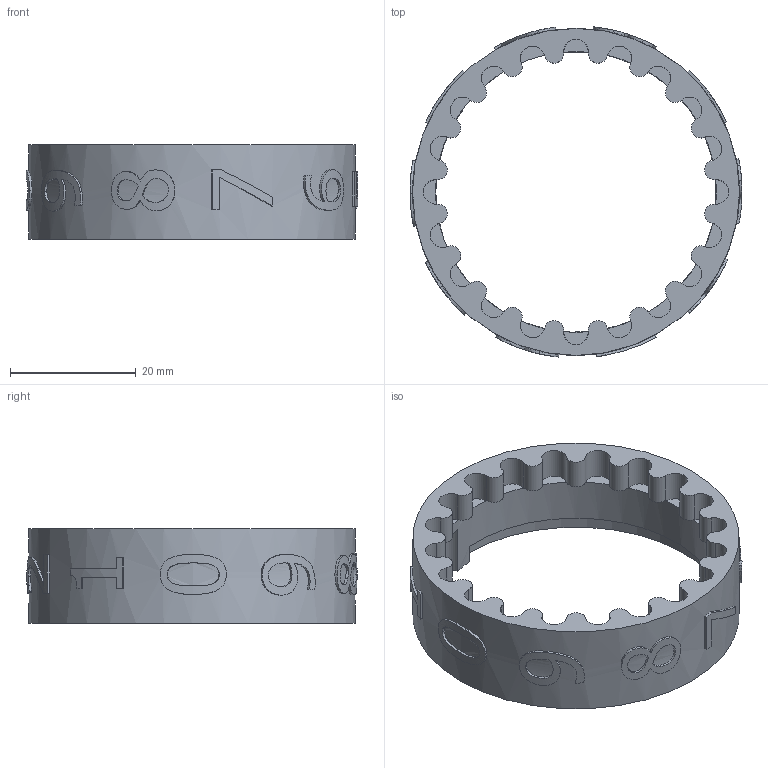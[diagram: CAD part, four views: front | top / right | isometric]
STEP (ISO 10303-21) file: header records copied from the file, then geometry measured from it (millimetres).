
FILE_DESCRIPTION(/* description */ (''),/* implementation_level */ '2;1');
FILE_NAME(/* name */ 'counter2.stp',/* time_stamp */ '2022-05-02T15:57:11+02:00',/* author */ ('ruben'),/* organization */ (''),/* preprocessor_version */ 'ST-DEVELOPER v18.1',/* originating_system */ 'Autodesk Inventor 2022',/* authorisation */ '');
FILE_SCHEMA (('AUTOMOTIVE_DESIGN { 1 0 10303 214 3 1 1 }'));
Length unit declared in the file: millimetre
Products named in the file (1): countingwheel
Bounding box: 52.8 x 52.51 x 15 mm (x, y, z)
Volume: 7507.6 mm3; surface area: 6461.2 mm2
Topology: 1 solids, 1 shells, 277 faces, 780 edges, 520 vertices
Faces by surface type: bspline 117, plane 98, cylinder 62
Full cylindrical faces by diameter (mm): 44.609 x1, 52 x1
Entity records: 12217 total; most frequent: CARTESIAN_POINT 5397, ORIENTED_EDGE 1560, DIRECTION 1098, EDGE_CURVE 780, VERTEX_POINT 520, AXIS2_PLACEMENT_3D 393, LINE 312, VECTOR 312
